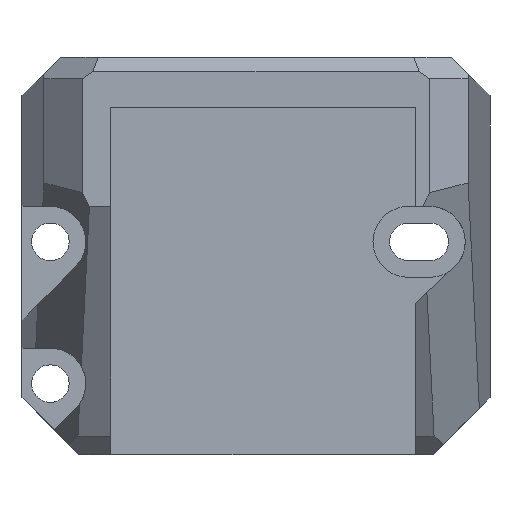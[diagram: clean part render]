
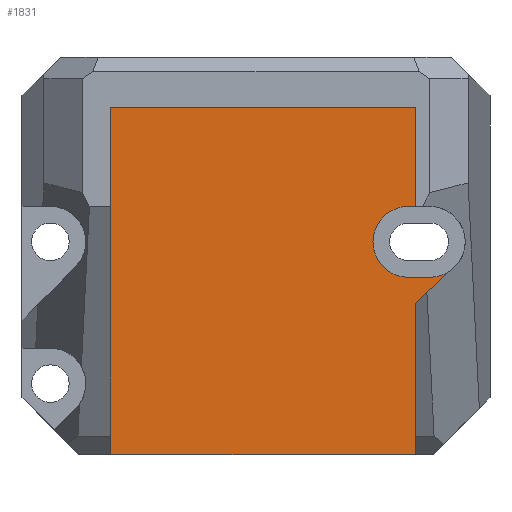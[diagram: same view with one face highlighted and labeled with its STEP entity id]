
A CAD part, front view. The second image highlights one B-rep face of the part: STEP entity #1831.
In plain terms, the highlighted planar face has unit normal (0, -1, 0).
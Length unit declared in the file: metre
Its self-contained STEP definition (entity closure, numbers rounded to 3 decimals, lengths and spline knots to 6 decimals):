
#38=CIRCLE('',#1905,0.005);
#56=CIRCLE('',#1966,0.005);
#460=ORIENTED_EDGE('',*,*,#670,.F.);
#461=ORIENTED_EDGE('',*,*,#777,.T.);
#462=ORIENTED_EDGE('',*,*,#807,.F.);
#463=ORIENTED_EDGE('',*,*,#774,.F.);
#464=ORIENTED_EDGE('',*,*,#602,.T.);
#465=ORIENTED_EDGE('',*,*,#694,.T.);
#466=ORIENTED_EDGE('',*,*,#815,.T.);
#467=ORIENTED_EDGE('',*,*,#797,.F.);
#468=ORIENTED_EDGE('',*,*,#679,.T.);
#469=ORIENTED_EDGE('',*,*,#676,.F.);
#602=EDGE_CURVE('',#856,#855,#1025,.T.);
#670=EDGE_CURVE('',#918,#920,#1074,.T.);
#676=EDGE_CURVE('',#920,#925,#38,.T.);
#679=EDGE_CURVE('',#927,#925,#1081,.T.);
#694=EDGE_CURVE('',#855,#939,#1096,.T.);
#774=EDGE_CURVE('',#856,#993,#1160,.T.);
#777=EDGE_CURVE('',#918,#994,#1163,.T.);
#797=EDGE_CURVE('',#927,#1000,#56,.T.);
#807=EDGE_CURVE('',#993,#994,#1190,.T.);
#815=EDGE_CURVE('',#939,#1000,#1194,.T.);
#855=VERTEX_POINT('',#2534);
#856=VERTEX_POINT('',#2536);
#918=VERTEX_POINT('',#2673);
#920=VERTEX_POINT('',#2676);
#925=VERTEX_POINT('',#2688);
#927=VERTEX_POINT('',#2694);
#939=VERTEX_POINT('',#2722);
#993=VERTEX_POINT('',#2886);
#994=VERTEX_POINT('',#2890);
#1000=VERTEX_POINT('',#2927);
#1025=LINE('',#2535,#1230);
#1074=LINE('',#2675,#1279);
#1081=LINE('',#2693,#1286);
#1096=LINE('',#2723,#1301);
#1160=LINE('',#2885,#1365);
#1163=LINE('',#2891,#1368);
#1190=LINE('',#2947,#1395);
#1194=LINE('',#2967,#1399);
#1230=VECTOR('',#2031,1.);
#1279=VECTOR('',#2134,1.);
#1286=VECTOR('',#2149,1.);
#1301=VECTOR('',#2168,1.);
#1365=VECTOR('',#2322,1.);
#1368=VECTOR('',#2327,1.);
#1395=VECTOR('',#2396,1.);
#1399=VECTOR('',#2420,1.);
#1522=EDGE_LOOP('',(#460,#461,#462,#463,#464,#465,#466,#467,#468,#469));
#1651=FACE_BOUND('',#1522,.T.);
#1736=PLANE('',#1987);
#1831=ADVANCED_FACE('',(#1651),#1736,.T.);
#1905=AXIS2_PLACEMENT_3D('',#2687,#2142,#2143);
#1966=AXIS2_PLACEMENT_3D('',#2926,#2367,#2368);
#1987=AXIS2_PLACEMENT_3D('',#2968,#2421,#2422);
#2031=DIRECTION('',(1.,0.,0.));
#2134=DIRECTION('',(-1.,0.,0.));
#2142=DIRECTION('',(0.,-1.,0.));
#2143=DIRECTION('',(0.,0.,-1.));
#2149=DIRECTION('',(-1.,0.,0.));
#2168=DIRECTION('',(0.,0.,1.));
#2322=DIRECTION('',(0.,0.,1.));
#2327=DIRECTION('',(0.,0.,1.));
#2367=DIRECTION('',(0.,-1.,0.));
#2368=DIRECTION('',(0.,0.,-1.));
#2396=DIRECTION('',(1.,0.,0.));
#2420=DIRECTION('',(0.721,0.,0.693));
#2421=DIRECTION('',(0.,-1.,0.));
#2422=DIRECTION('',(0.,0.,-1.));
#2534=CARTESIAN_POINT('',(-0.0005,-0.0235,-0.04));
#2535=CARTESIAN_POINT('',(-0.022,-0.0235,-0.04));
#2536=CARTESIAN_POINT('',(-0.0435,-0.0235,-0.04));
#2673=CARTESIAN_POINT('',(-0.0005,-0.0235,-0.005));
#2675=CARTESIAN_POINT('',(-0.022,-0.0235,-0.005));
#2676=CARTESIAN_POINT('',(-0.0015,-0.0235,-0.005));
#2687=CARTESIAN_POINT('',(-0.0015,-0.0235,-0.01));
#2688=CARTESIAN_POINT('',(-0.0015,-0.0235,-0.015));
#2693=CARTESIAN_POINT('',(-0.022,-0.0235,-0.015));
#2694=CARTESIAN_POINT('',(0.0015,-0.0235,-0.015));
#2722=CARTESIAN_POINT('',(-0.0005,-0.0235,-0.01866));
#2723=CARTESIAN_POINT('',(-0.0005,-0.0235,-0.04));
#2885=CARTESIAN_POINT('',(-0.0435,-0.0235,-0.04));
#2886=CARTESIAN_POINT('',(-0.0435,-0.0235,0.009));
#2890=CARTESIAN_POINT('',(-0.0005,-0.0235,0.009));
#2891=CARTESIAN_POINT('',(-0.0005,-0.0235,-0.04));
#2926=CARTESIAN_POINT('',(0.0015,-0.0235,-0.01));
#2927=CARTESIAN_POINT('',(0.004,-0.0235,-0.01433));
#2947=CARTESIAN_POINT('',(-0.022,-0.0235,0.009));
#2967=CARTESIAN_POINT('',(0.004,-0.0235,-0.01433));
#2968=CARTESIAN_POINT('',(-0.022,-0.0235,-0.04));
